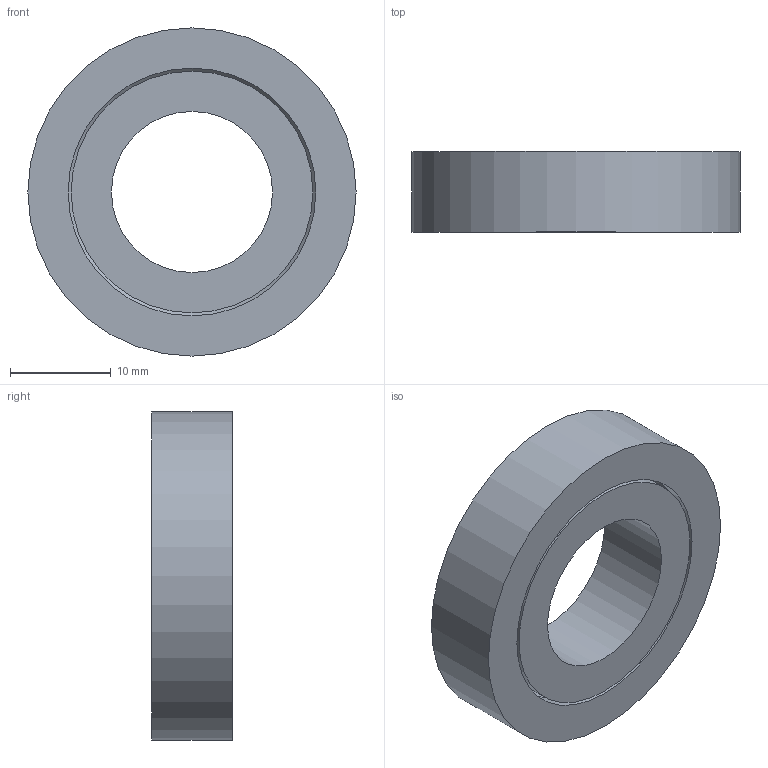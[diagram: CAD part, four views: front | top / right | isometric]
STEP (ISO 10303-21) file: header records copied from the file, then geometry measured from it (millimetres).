
FILE_DESCRIPTION(/* description */ (''),/* implementation_level */ '2;1');
FILE_NAME(/* name */ 'BearingTest.stp',/* time_stamp */ '2025-10-12T13:24:17-07:00',/* author */ ('skybound'),/* organization */ (''),/* preprocessor_version */ 'ST-DEVELOPER v20.1',/* originating_system */ 'Autodesk Inventor 2026',/* authorisation */ '');
FILE_SCHEMA (('AUTOMOTIVE_DESIGN { 1 0 10303 214 3 1 1 }'));
Length unit declared in the file: millimetre
Products named in the file (1): BearingTest
Bounding box: 32.6 x 8 x 32.6 mm (x, y, z)
Volume: 4862.8 mm3; surface area: 3818 mm2
Topology: 2 solids, 2 shells, 16 faces, 28 edges, 16 vertices
Faces by surface type: cylinder 8, cone 4, plane 4
Full cylindrical faces by diameter (mm): 16 x1, 20 x1, 20.6 x1, 24 x2, 24.6 x2, 32.6 x1
Entity records: 434 total; most frequent: DIRECTION 78, CARTESIAN_POINT 61, ORIENTED_EDGE 56, AXIS2_PLACEMENT_3D 33, EDGE_CURVE 28, EDGE_LOOP 20, FACE_OUTER_BOUND 16, CIRCLE 16
